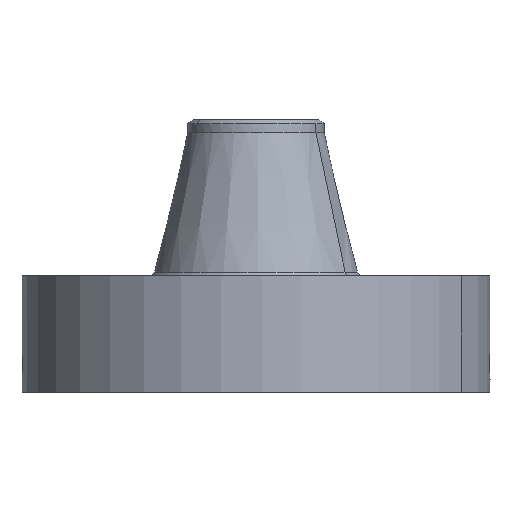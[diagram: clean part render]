
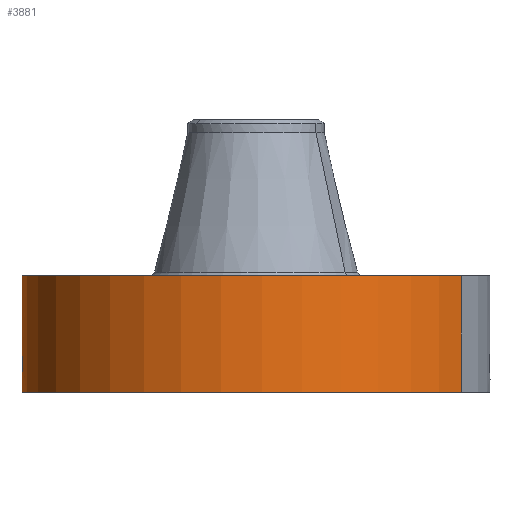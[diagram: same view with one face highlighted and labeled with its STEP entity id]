
A CAD part, left-side view. The second image highlights one B-rep face of the part: STEP entity #3881.
In plain terms, the highlighted cylindrical face has radius 152.4 mm (diameter 304.8 mm), a partial arc.
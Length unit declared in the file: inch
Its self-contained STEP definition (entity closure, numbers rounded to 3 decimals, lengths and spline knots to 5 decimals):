
#2927=AXIS2_PLACEMENT_3D('Circle Axis2P3D',#2925,#2926,$) ;
#3768=AXIS2_PLACEMENT_3D('Cylinder Axis2P3D',#3765,#3766,#3767) ;
#3772=AXIS2_PLACEMENT_3D('Circle Axis2P3D',#3770,#3771,$) ;
#2920=CARTESIAN_POINT('Vertex',(2.87655,5.2655,2.995)) ;
#2922=CARTESIAN_POINT('Vertex',(-2.87655,-5.2655,2.995)) ;
#2925=CARTESIAN_POINT('Axis2P3D Location',(0.,0.,2.995)) ;
#3765=CARTESIAN_POINT('Axis2P3D Location',(0.,0.,3.4975)) ;
#3770=CARTESIAN_POINT('Axis2P3D Location',(0.,0.,0.)) ;
#3774=CARTESIAN_POINT('Vertex',(-2.87655,-5.2655,0.)) ;
#3776=CARTESIAN_POINT('Vertex',(2.87655,5.2655,0.)) ;
#3779=CARTESIAN_POINT('Line Origine',(-2.87655,-5.2655,1.4975)) ;
#3784=CARTESIAN_POINT('Line Origine',(2.87655,5.2655,1.4975)) ;
#3796=CARTESIAN_POINT('Control Point',(-0.06203,5.99968,1.09863)) ;
#3797=CARTESIAN_POINT('Control Point',(-0.04181,5.99989,1.10224)) ;
#3798=CARTESIAN_POINT('Control Point',(-0.02126,6.,1.10408)) ;
#3799=CARTESIAN_POINT('Control Point',(-0.00072,6.,1.10412)) ;
#3800=CARTESIAN_POINT('Vertex',(-0.06201,5.99968,1.09864)) ;
#3802=CARTESIAN_POINT('Vertex',(-0.00072,6.,1.10412)) ;
#3806=CARTESIAN_POINT('Control Point',(-0.06201,5.99968,1.09864)) ;
#3807=CARTESIAN_POINT('Control Point',(-0.09996,5.99929,1.09331)) ;
#3808=CARTESIAN_POINT('Control Point',(-0.13703,5.99853,1.08111)) ;
#3809=CARTESIAN_POINT('Control Point',(-0.17099,5.99756,1.06303)) ;
#3810=CARTESIAN_POINT('Vertex',(-0.17099,5.99756,1.06303)) ;
#3814=CARTESIAN_POINT('Control Point',(-0.02954,5.99993,0.34108)) ;
#3815=CARTESIAN_POINT('Control Point',(-0.08467,5.99966,0.34813)) ;
#3816=CARTESIAN_POINT('Control Point',(-0.13821,5.99876,0.36557)) ;
#3817=CARTESIAN_POINT('Control Point',(-0.18735,5.99732,0.39282)) ;
#3818=CARTESIAN_POINT('Control Point',(-0.25835,5.99461,0.45093)) ;
#3819=CARTESIAN_POINT('Control Point',(-0.3091,5.99208,0.52497)) ;
#3820=CARTESIAN_POINT('Control Point',(-0.32581,5.99117,0.5564)) ;
#3821=CARTESIAN_POINT('Control Point',(-0.35892,5.98929,0.63951)) ;
#3822=CARTESIAN_POINT('Control Point',(-0.36832,5.98867,0.72817)) ;
#3823=CARTESIAN_POINT('Control Point',(-0.36511,5.98888,0.78193)) ;
#3824=CARTESIAN_POINT('Control Point',(-0.34182,5.99034,0.88306)) ;
#3825=CARTESIAN_POINT('Control Point',(-0.28733,5.99321,0.97077)) ;
#3826=CARTESIAN_POINT('Control Point',(-0.254,5.9948,1.00858)) ;
#3827=CARTESIAN_POINT('Control Point',(-0.2146,5.99632,1.0398)) ;
#3828=CARTESIAN_POINT('Control Point',(-0.17099,5.99756,1.06303)) ;
#3829=CARTESIAN_POINT('Vertex',(-0.02954,5.99993,0.34108)) ;
#3833=CARTESIAN_POINT('Control Point',(-0.02954,5.99993,0.34108)) ;
#3834=CARTESIAN_POINT('Control Point',(-0.01968,5.99998,0.34086)) ;
#3835=CARTESIAN_POINT('Control Point',(-0.00983,6.,0.34096)) ;
#3836=CARTESIAN_POINT('Control Point',(0.,6.,0.34137)) ;
#3837=CARTESIAN_POINT('Vertex',(0.,6.,0.34137)) ;
#3841=CARTESIAN_POINT('Control Point',(0.194,5.99686,0.39489)) ;
#3842=CARTESIAN_POINT('Control Point',(0.13472,5.99878,0.36248)) ;
#3843=CARTESIAN_POINT('Control Point',(0.0678,6.,0.34425)) ;
#3844=CARTESIAN_POINT('Control Point',(0.,6.,0.34137)) ;
#3845=CARTESIAN_POINT('Vertex',(0.194,5.99686,0.39489)) ;
#3849=CARTESIAN_POINT('Control Point',(0.194,5.99686,0.39489)) ;
#3850=CARTESIAN_POINT('Control Point',(0.25186,5.99499,0.42654)) ;
#3851=CARTESIAN_POINT('Control Point',(0.30363,5.99262,0.46931)) ;
#3852=CARTESIAN_POINT('Control Point',(0.34632,5.99012,0.52224)) ;
#3853=CARTESIAN_POINT('Control Point',(0.39216,5.9872,0.61549)) ;
#3854=CARTESIAN_POINT('Control Point',(0.40413,5.98637,0.71665)) ;
#3855=CARTESIAN_POINT('Control Point',(0.40396,5.98639,0.75217)) ;
#3856=CARTESIAN_POINT('Control Point',(0.39335,5.98711,0.83479)) ;
#3857=CARTESIAN_POINT('Control Point',(0.36017,5.98923,0.91098)) ;
#3858=CARTESIAN_POINT('Control Point',(0.33424,5.99079,0.951)) ;
#3859=CARTESIAN_POINT('Control Point',(0.26303,5.99457,1.0305)) ;
#3860=CARTESIAN_POINT('Control Point',(0.17028,5.99794,1.08122)) ;
#3861=CARTESIAN_POINT('Control Point',(0.11433,5.99933,1.09933)) ;
#3862=CARTESIAN_POINT('Control Point',(0.05675,6.,1.10694)) ;
#3863=CARTESIAN_POINT('Control Point',(-0.00003,6.,1.10415)) ;
#3864=CARTESIAN_POINT('Vertex',(-0.00003,6.,1.10415)) ;
#3868=CARTESIAN_POINT('Control Point',(-0.00072,6.,1.10412)) ;
#3869=CARTESIAN_POINT('Control Point',(-0.00037,6.,1.10414)) ;
#3870=CARTESIAN_POINT('Control Point',(-0.00003,6.,1.10415)) ;
#2926=DIRECTION('Axis2P3D Direction',(0.,0.,-0.039)) ;
#3766=DIRECTION('Axis2P3D Direction',(0.,0.,-0.039)) ;
#3767=DIRECTION('Axis2P3D XDirection',(0.019,0.035,0.)) ;
#3771=DIRECTION('Axis2P3D Direction',(0.,0.,-0.039)) ;
#3780=DIRECTION('Vector Direction',(0.,0.,-0.039)) ;
#3785=DIRECTION('Vector Direction',(0.,0.,-0.039)) ;
#3781=VECTOR('Line Direction',#3780,0.03937) ;
#3786=VECTOR('Line Direction',#3785,0.03937) ;
#3790=ORIENTED_EDGE('',*,*,#3778,.F.) ;
#3791=ORIENTED_EDGE('',*,*,#3783,.T.) ;
#3792=ORIENTED_EDGE('',*,*,#2929,.T.) ;
#3793=ORIENTED_EDGE('',*,*,#3788,.F.) ;
#3873=ORIENTED_EDGE('',*,*,#3804,.F.) ;
#3874=ORIENTED_EDGE('',*,*,#3812,.T.) ;
#3875=ORIENTED_EDGE('',*,*,#3831,.F.) ;
#3876=ORIENTED_EDGE('',*,*,#3839,.T.) ;
#3877=ORIENTED_EDGE('',*,*,#3847,.F.) ;
#3878=ORIENTED_EDGE('',*,*,#3866,.T.) ;
#3879=ORIENTED_EDGE('',*,*,#3871,.F.) ;
#3880=FACE_BOUND('',#3872,.T.) ;
#3881=ADVANCED_FACE('PartBody',(#3794,#3880),#3769,.T.) ;
#3795=B_SPLINE_CURVE_WITH_KNOTS('',3,(#3796,#3797,#3798,#3799),.UNSPECIFIED.,.F.,.U.,(4,4),(4.24226,6.52168),.UNSPECIFIED.) ;
#3805=B_SPLINE_CURVE_WITH_KNOTS('',3,(#3806,#3807,#3808,#3809),.UNSPECIFIED.,.F.,.U.,(4,4),(0.,4.30568),.UNSPECIFIED.) ;
#3813=B_SPLINE_CURVE_WITH_KNOTS('',5,(#3814,#3815,#3816,#3817,#3818,#3819,#3820,#3821,#3822,#3823,#3824,#3825,#3826,#3827,#3828),.UNSPECIFIED.,.F.,.U.,(6,3,3,3,6),(0.,9.66129,16.05027,25.84106,35.0567),.UNSPECIFIED.) ;
#3832=B_SPLINE_CURVE_WITH_KNOTS('',3,(#3833,#3834,#3835,#3836),.UNSPECIFIED.,.F.,.U.,(4,4),(0.,1.02753),.UNSPECIFIED.) ;
#3840=B_SPLINE_CURVE_WITH_KNOTS('',3,(#3841,#3842,#3843,#3844),.UNSPECIFIED.,.F.,.U.,(4,4),(0.,7.08582),.UNSPECIFIED.) ;
#3848=B_SPLINE_CURVE_WITH_KNOTS('',5,(#3849,#3850,#3851,#3852,#3853,#3854,#3855,#3856,#3857,#3858,#3859,#3860,#3861,#3862,#3863),.UNSPECIFIED.,.F.,.U.,(6,3,3,3,6),(0.,11.52688,17.68884,26.05388,36.66706),.UNSPECIFIED.) ;
#3867=B_SPLINE_CURVE_WITH_KNOTS('',2,(#3868,#3869,#3870),.UNSPECIFIED.,.F.,.U.,(3,3),(1.0755,1.10132),.UNSPECIFIED.) ;
#2928=CIRCLE('generated circle',#2927,6.) ;
#3773=CIRCLE('generated circle',#3772,6.) ;
#3769=CYLINDRICAL_SURFACE('generated cylinder',#3768,6.) ;
#2929=EDGE_CURVE('',#2923,#2921,#2928,.T.) ;
#3778=EDGE_CURVE('',#3775,#3777,#3773,.T.) ;
#3783=EDGE_CURVE('',#3775,#2923,#3782,.F.) ;
#3788=EDGE_CURVE('',#3777,#2921,#3787,.F.) ;
#3804=EDGE_CURVE('',#3801,#3803,#3795,.T.) ;
#3812=EDGE_CURVE('',#3801,#3811,#3805,.T.) ;
#3831=EDGE_CURVE('',#3830,#3811,#3813,.T.) ;
#3839=EDGE_CURVE('',#3830,#3838,#3832,.T.) ;
#3847=EDGE_CURVE('',#3846,#3838,#3840,.T.) ;
#3866=EDGE_CURVE('',#3846,#3865,#3848,.T.) ;
#3871=EDGE_CURVE('',#3803,#3865,#3867,.T.) ;
#3789=EDGE_LOOP('',(#3790,#3791,#3792,#3793)) ;
#3872=EDGE_LOOP('',(#3873,#3874,#3875,#3876,#3877,#3878,#3879)) ;
#3794=FACE_OUTER_BOUND('',#3789,.T.) ;
#3782=LINE('Line',#3779,#3781) ;
#3787=LINE('Line',#3784,#3786) ;
#2921=VERTEX_POINT('',#2920) ;
#2923=VERTEX_POINT('',#2922) ;
#3775=VERTEX_POINT('',#3774) ;
#3777=VERTEX_POINT('',#3776) ;
#3801=VERTEX_POINT('',#3800) ;
#3803=VERTEX_POINT('',#3802) ;
#3811=VERTEX_POINT('',#3810) ;
#3830=VERTEX_POINT('',#3829) ;
#3838=VERTEX_POINT('',#3837) ;
#3846=VERTEX_POINT('',#3845) ;
#3865=VERTEX_POINT('',#3864) ;
